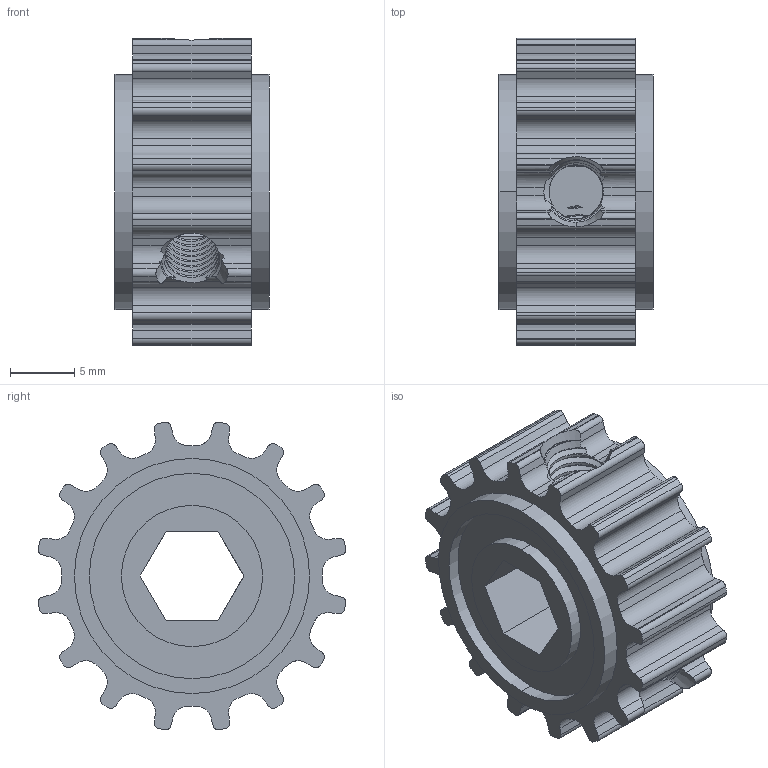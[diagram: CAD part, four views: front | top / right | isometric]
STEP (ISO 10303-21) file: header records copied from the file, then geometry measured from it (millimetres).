
FILE_DESCRIPTION (( 'STEP AP203' ), '1' );
FILE_NAME ('Mirror3417-4008-0016 body.STEP', '2023-10-05T19:49:10', ( '' ), ( '' ), 'SwSTEP 2.0', 'SolidWorks 2022', '' );
FILE_SCHEMA (( 'CONFIG_CONTROL_DESIGN' ));
Length unit declared in the file: millimetre
Products named in the file (1): Mirror3417-4008-0016 body
Bounding box: 12 x 23.97 x 23.97 mm (x, y, z)
Volume: 3227.9 mm3; surface area: 2533 mm2
Topology: 1 solids, 1 shells, 303 faces, 891 edges, 594 vertices
Faces by surface type: cylinder 201, plane 70, bspline 22, cone 10
Entity records: 29500 total; most frequent: CARTESIAN_POINT 21986, ORIENTED_EDGE 1782, DIRECTION 1376, EDGE_CURVE 891, VERTEX_POINT 594, AXIS2_PLACEMENT_3D 506, VECTOR 364, LINE 364
